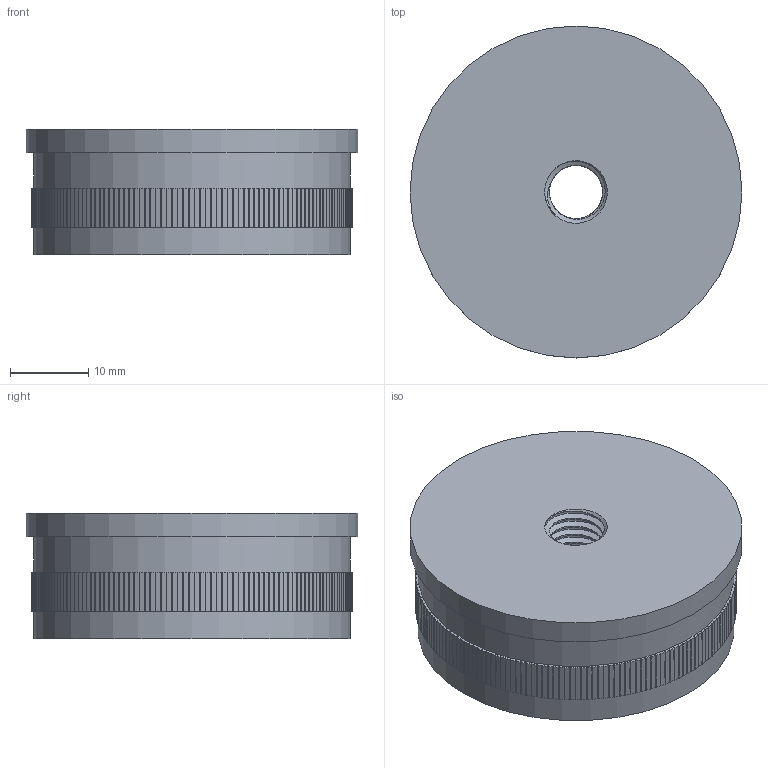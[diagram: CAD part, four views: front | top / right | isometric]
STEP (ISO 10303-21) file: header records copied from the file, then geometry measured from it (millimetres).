
FILE_DESCRIPTION(/* description */ (''),/* implementation_level */ '2;1');
FILE_NAME(/* name */ 'Kappen_hohl_X124.stp',/* time_stamp */ '2017-06-03T13:18:57+02:00',/* author */ (''),/* organization */ (''),/* preprocessor_version */ 'ST-DEVELOPER v16',/* originating_system */ 'SIEMENS PLM Software NX 11.0',/* authorisation */ '');
FILE_SCHEMA (('AUTOMOTIVE_DESIGN { 1 0 10303 214 3 1 1 1 }'));
Length unit declared in the file: millimetre
Products named in the file (1): Goge25A4BF65ytcz
Bounding box: 42.4 x 42.4 x 16 mm (x, y, z)
Volume: 6245.3 mm3; surface area: 6969.8 mm2
Topology: 1 solids, 1 shells, 741 faces, 2196 edges, 1462 vertices
Faces by surface type: plane 547, cylinder 187, cone 3, bspline 2, torus 2
Full cylindrical faces by diameter (mm): 12 x1, 38.3 x1, 40.4 x2, 42.4 x1
Entity records: 26333 total; most frequent: CARTESIAN_POINT 6137, ORIENTED_EDGE 4374, DIRECTION 4038, EDGE_CURVE 2187, LINE 1800, VECTOR 1800, VERTEX_POINT 1461, AXIS2_PLACEMENT_3D 1119
